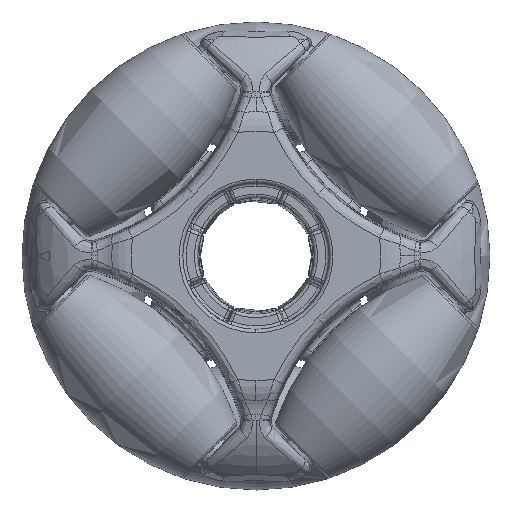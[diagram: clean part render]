
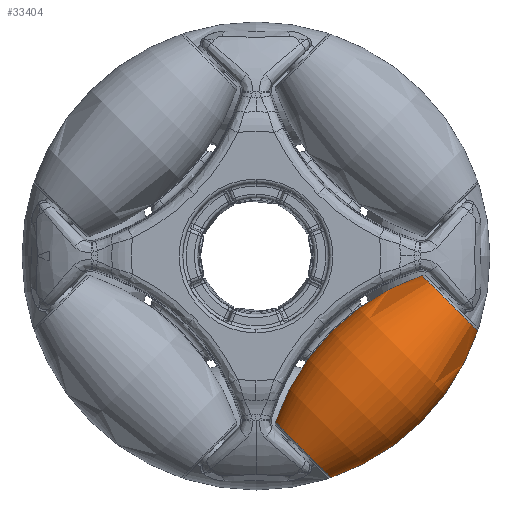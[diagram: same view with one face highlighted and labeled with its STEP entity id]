
A CAD part, left-side view. The second image highlights one B-rep face of the part: STEP entity #33404.
In plain terms, the highlighted toroidal (fillet/blend) face has major radius 12.75 mm and minor radius 17.5 mm.
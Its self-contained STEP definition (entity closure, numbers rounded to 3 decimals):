
#3676 = DIRECTION ( 'NONE',  ( 0., 0., -1. ) ) ;
#4305 = AXIS2_PLACEMENT_3D ( 'NONE', #15544, #19638, #44447 ) ;
#4683 = ORIENTED_EDGE ( 'NONE', *, *, #61039, .T. ) ;
#6223 = VERTEX_POINT ( 'NONE', #19904 ) ;
#6946 = CARTESIAN_POINT ( 'NONE',  ( -8.75, -5.598, -16.581 ) ) ;
#8827 = AXIS2_PLACEMENT_3D ( 'NONE', #55382, #17952, #17042 ) ;
#9780 = ORIENTED_EDGE ( 'NONE', *, *, #31638, .T. ) ;
#10379 = CARTESIAN_POINT ( 'NONE',  ( -8.75, -9.016, -9.016 ) ) ;
#10819 = CIRCLE ( 'NONE', #8827, 2.932 ) ;
#14863 = CIRCLE ( 'NONE', #27912, 17.5 ) ;
#15320 = CIRCLE ( 'NONE', #4305, 17.5 ) ;
#15544 = CARTESIAN_POINT ( 'NONE',  ( -8.75, 0., 0. ) ) ;
#17042 = DIRECTION ( 'NONE',  ( -1., 0., 0. ) ) ;
#17952 = DIRECTION ( 'NONE',  ( 0., -0.707, 0.707 ) ) ;
#19445 = ORIENTED_EDGE ( 'NONE', *, *, #42620, .F. ) ;
#19498 = DIRECTION ( 'NONE',  ( 0., -0.707, -0.707 ) ) ;
#19638 = DIRECTION ( 'NONE',  ( -1., 0., 0. ) ) ;
#19904 = CARTESIAN_POINT ( 'NONE',  ( -8.75, -1.451, -12.434 ) ) ;
#21472 = AXIS2_PLACEMENT_3D ( 'NONE', #57533, #27994, #46553 ) ;
#21574 = VERTEX_POINT ( 'NONE', #29677 ) ;
#22521 = CARTESIAN_POINT ( 'NONE',  ( -8.75, -18.031, -18.031 ) ) ;
#24486 = CIRCLE ( 'NONE', #21472, 2.932 ) ;
#27912 = AXIS2_PLACEMENT_3D ( 'NONE', #22521, #46116, #3676 ) ;
#27986 = VERTEX_POINT ( 'NONE', #61896 ) ;
#27994 = DIRECTION ( 'NONE',  ( 0., -0.707, 0.707 ) ) ;
#29677 = CARTESIAN_POINT ( 'NONE',  ( -8.75, -12.434, -1.451 ) ) ;
#29770 = AXIS2_PLACEMENT_3D ( 'NONE', #10379, #48738, #19498 ) ;
#30511 = FACE_OUTER_BOUND ( 'NONE', #36561, .T. ) ;
#31638 = EDGE_CURVE ( 'NONE', #6223, #37269, #24486, .T. ) ;
#33404 = ADVANCED_FACE ( 'NONE', ( #30511 ), #45834, .T. ) ;
#36561 = EDGE_LOOP ( 'NONE', ( #41592, #9780, #4683, #19445 ) ) ;
#37269 = VERTEX_POINT ( 'NONE', #6946 ) ;
#41592 = ORIENTED_EDGE ( 'NONE', *, *, #43988, .F. ) ;
#42620 = EDGE_CURVE ( 'NONE', #21574, #27986, #10819, .T. ) ;
#43988 = EDGE_CURVE ( 'NONE', #6223, #21574, #14863, .T. ) ;
#44447 = DIRECTION ( 'NONE',  ( 0., -1., 0. ) ) ;
#45834 = TOROIDAL_SURFACE ( 'NONE', #29770, -12.75, 17.5 ) ;
#46116 = DIRECTION ( 'NONE',  ( 1., 0., 0. ) ) ;
#46553 = DIRECTION ( 'NONE',  ( 1., 0., 0. ) ) ;
#48738 = DIRECTION ( 'NONE',  ( 0., -0.707, 0.707 ) ) ;
#55382 = CARTESIAN_POINT ( 'NONE',  ( -8.75, -14.507, -3.524 ) ) ;
#57533 = CARTESIAN_POINT ( 'NONE',  ( -8.75, -3.524, -14.507 ) ) ;
#61039 = EDGE_CURVE ( 'NONE', #37269, #27986, #15320, .T. ) ;
#61896 = CARTESIAN_POINT ( 'NONE',  ( -8.75, -16.581, -5.598 ) ) ;
